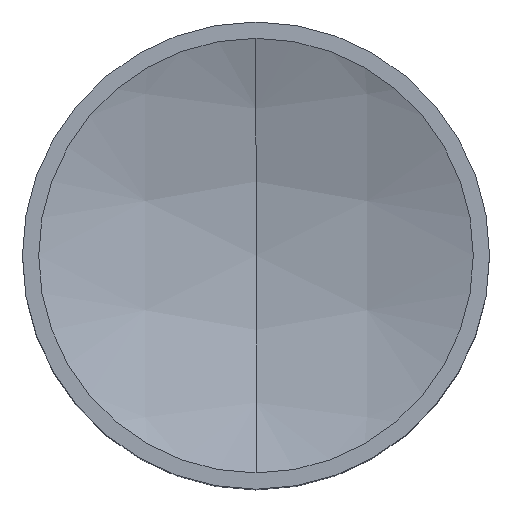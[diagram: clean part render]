
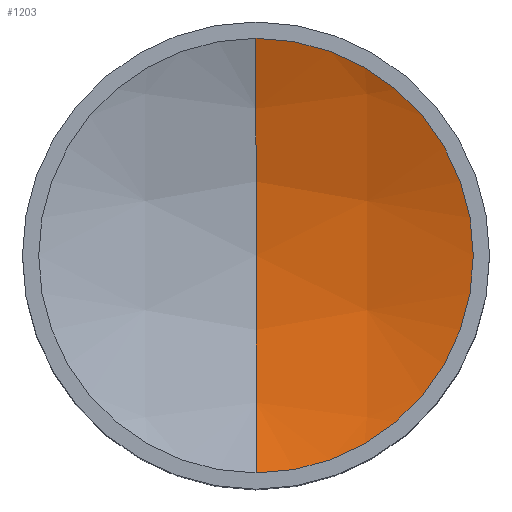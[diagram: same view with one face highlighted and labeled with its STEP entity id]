
A CAD part, top view. The second image highlights one B-rep face of the part: STEP entity #1203.
In plain terms, the highlighted spherical face has radius 2.6 mm.
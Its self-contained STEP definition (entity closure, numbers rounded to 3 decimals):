
#25 = CARTESIAN_POINT ( 'NONE',  ( 0., 0., -0.2 ) ) ;
#28 = CIRCLE ( 'NONE', #1160, 2.6 ) ;
#339 = ORIENTED_EDGE ( 'NONE', *, *, #1992, .F. ) ;
#426 = VERTEX_POINT ( 'NONE', #25 ) ;
#442 = EDGE_CURVE ( 'NONE', #740, #426, #28, .T. ) ;
#457 = CARTESIAN_POINT ( 'NONE',  ( 0., 1., 0. ) ) ;
#476 = CIRCLE ( 'NONE', #1712, 2.6 ) ;
#504 = CARTESIAN_POINT ( 'NONE',  ( 0., 0., 2.4 ) ) ;
#562 = ORIENTED_EDGE ( 'NONE', *, *, #1556, .F. ) ;
#582 = VERTEX_POINT ( 'NONE', #1758 ) ;
#614 = DIRECTION ( 'NONE',  ( -1., 0., 0. ) ) ;
#723 = DIRECTION ( 'NONE',  ( 1., 0., 0. ) ) ;
#740 = VERTEX_POINT ( 'NONE', #457 ) ;
#831 = CIRCLE ( 'NONE', #1613, 1. ) ;
#838 = DIRECTION ( 'NONE',  ( 0., -1., 0. ) ) ;
#888 = EDGE_LOOP ( 'NONE', ( #339, #1206, #562 ) ) ;
#1138 = CARTESIAN_POINT ( 'NONE',  ( 0., 0., 0. ) ) ;
#1160 = AXIS2_PLACEMENT_3D ( 'NONE', #1210, #1333, #838 ) ;
#1175 = DIRECTION ( 'NONE',  ( 0., -1., 0. ) ) ;
#1203 = ADVANCED_FACE ( 'NONE', ( #1332 ), #1323, .F. ) ;
#1206 = ORIENTED_EDGE ( 'NONE', *, *, #442, .T. ) ;
#1210 = CARTESIAN_POINT ( 'NONE',  ( 0., 0., 2.4 ) ) ;
#1313 = DIRECTION ( 'NONE',  ( 0., 0., -1. ) ) ;
#1323 = SPHERICAL_SURFACE ( 'NONE', #2171, 2.6 ) ;
#1332 = FACE_OUTER_BOUND ( 'NONE', #888, .T. ) ;
#1333 = DIRECTION ( 'NONE',  ( -1., 0., 0. ) ) ;
#1396 = DIRECTION ( 'NONE',  ( 0., 0., -1. ) ) ;
#1555 = CARTESIAN_POINT ( 'NONE',  ( 0., 0., 2.4 ) ) ;
#1556 = EDGE_CURVE ( 'NONE', #582, #426, #476, .T. ) ;
#1613 = AXIS2_PLACEMENT_3D ( 'NONE', #1138, #1313, #614 ) ;
#1712 = AXIS2_PLACEMENT_3D ( 'NONE', #1555, #723, #1396 ) ;
#1758 = CARTESIAN_POINT ( 'NONE',  ( 0., -1., 0. ) ) ;
#1992 = EDGE_CURVE ( 'NONE', #740, #582, #831, .T. ) ;
#2000 = DIRECTION ( 'NONE',  ( -1., 0., 0. ) ) ;
#2171 = AXIS2_PLACEMENT_3D ( 'NONE', #504, #2000, #1175 ) ;
